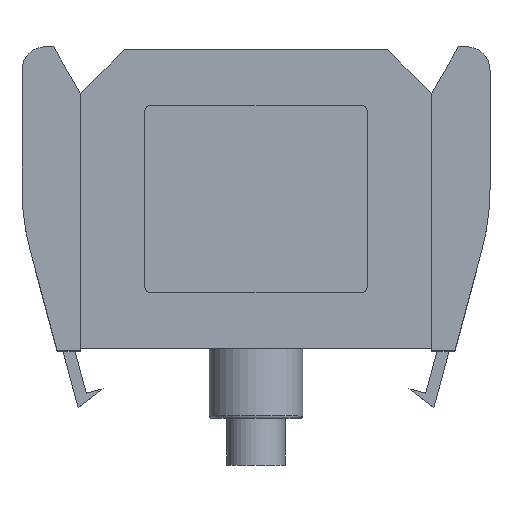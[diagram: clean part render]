
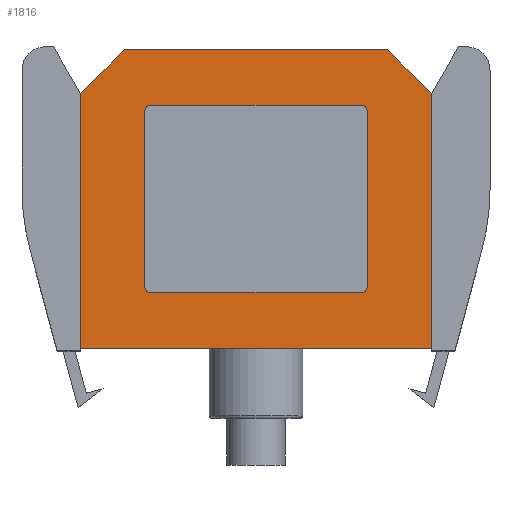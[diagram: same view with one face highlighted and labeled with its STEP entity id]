
A CAD part, top view. The second image highlights one B-rep face of the part: STEP entity #1816.
In plain terms, the highlighted planar face has unit normal (0, 0, 1).
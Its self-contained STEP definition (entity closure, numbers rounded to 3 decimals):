
#53=CIRCLE('',#1912,0.5);
#54=CIRCLE('',#1913,0.5);
#55=CIRCLE('',#1914,0.5);
#56=CIRCLE('',#1915,0.5);
#136=ORIENTED_EDGE('',*,*,#476,.F.);
#137=ORIENTED_EDGE('',*,*,#477,.F.);
#138=ORIENTED_EDGE('',*,*,#478,.F.);
#139=ORIENTED_EDGE('',*,*,#479,.F.);
#140=ORIENTED_EDGE('',*,*,#480,.F.);
#141=ORIENTED_EDGE('',*,*,#481,.F.);
#142=ORIENTED_EDGE('',*,*,#482,.F.);
#143=ORIENTED_EDGE('',*,*,#483,.F.);
#144=ORIENTED_EDGE('',*,*,#484,.F.);
#145=ORIENTED_EDGE('',*,*,#485,.T.);
#146=ORIENTED_EDGE('',*,*,#474,.T.);
#147=ORIENTED_EDGE('',*,*,#486,.T.);
#148=ORIENTED_EDGE('',*,*,#487,.F.);
#149=ORIENTED_EDGE('',*,*,#470,.T.);
#470=EDGE_CURVE('',#641,#640,#754,.T.);
#474=EDGE_CURVE('',#644,#643,#757,.T.);
#476=EDGE_CURVE('',#645,#646,#53,.T.);
#477=EDGE_CURVE('',#647,#645,#759,.T.);
#478=EDGE_CURVE('',#648,#647,#54,.T.);
#479=EDGE_CURVE('',#649,#648,#760,.T.);
#480=EDGE_CURVE('',#650,#649,#55,.T.);
#481=EDGE_CURVE('',#651,#650,#761,.T.);
#482=EDGE_CURVE('',#652,#651,#56,.T.);
#483=EDGE_CURVE('',#646,#652,#762,.T.);
#484=EDGE_CURVE('',#653,#640,#763,.T.);
#485=EDGE_CURVE('',#653,#644,#764,.T.);
#486=EDGE_CURVE('',#643,#654,#765,.T.);
#487=EDGE_CURVE('',#641,#654,#766,.T.);
#640=VERTEX_POINT('',#2485);
#641=VERTEX_POINT('',#2487);
#643=VERTEX_POINT('',#2493);
#644=VERTEX_POINT('',#2495);
#645=VERTEX_POINT('',#2499);
#646=VERTEX_POINT('',#2500);
#647=VERTEX_POINT('',#2502);
#648=VERTEX_POINT('',#2504);
#649=VERTEX_POINT('',#2506);
#650=VERTEX_POINT('',#2508);
#651=VERTEX_POINT('',#2510);
#652=VERTEX_POINT('',#2512);
#653=VERTEX_POINT('',#2515);
#654=VERTEX_POINT('',#2518);
#754=LINE('',#2486,#876);
#757=LINE('',#2494,#879);
#759=LINE('',#2501,#881);
#760=LINE('',#2505,#882);
#761=LINE('',#2509,#883);
#762=LINE('',#2513,#884);
#763=LINE('',#2514,#885);
#764=LINE('',#2516,#886);
#765=LINE('',#2517,#887);
#766=LINE('',#2519,#888);
#876=VECTOR('',#2081,1000.);
#879=VECTOR('',#2088,1000.);
#881=VECTOR('',#2094,1000.);
#882=VECTOR('',#2097,1000.);
#883=VECTOR('',#2100,1000.);
#884=VECTOR('',#2103,1000.);
#885=VECTOR('',#2104,1000.);
#886=VECTOR('',#2105,1000.);
#887=VECTOR('',#2106,1000.);
#888=VECTOR('',#2107,1000.);
#984=EDGE_LOOP('',(#136,#137,#138,#139,#140,#141,#142,#143));
#985=EDGE_LOOP('',(#144,#145,#146,#147,#148,#149));
#1094=FACE_BOUND('',#984,.T.);
#1095=FACE_BOUND('',#985,.T.);
#1197=PLANE('',#1911);
#1816=ADVANCED_FACE('',(#1094,#1095),#1197,.T.);
#1911=AXIS2_PLACEMENT_3D('',#2497,#2090,#2091);
#1912=AXIS2_PLACEMENT_3D('',#2498,#2092,#2093);
#1913=AXIS2_PLACEMENT_3D('',#2503,#2095,#2096);
#1914=AXIS2_PLACEMENT_3D('',#2507,#2098,#2099);
#1915=AXIS2_PLACEMENT_3D('',#2511,#2101,#2102);
#2081=DIRECTION('',(-1.,0.,0.));
#2088=DIRECTION('',(1.,0.,0.));
#2090=DIRECTION('',(0.,0.,1.));
#2091=DIRECTION('',(1.,0.,0.));
#2092=DIRECTION('',(0.,0.,1.));
#2093=DIRECTION('',(1.,0.,0.));
#2094=DIRECTION('',(-1.,0.,0.));
#2095=DIRECTION('',(0.,0.,1.));
#2096=DIRECTION('',(1.,0.,0.));
#2097=DIRECTION('',(0.,1.,0.));
#2098=DIRECTION('',(0.,0.,1.));
#2099=DIRECTION('',(1.,0.,0.));
#2100=DIRECTION('',(1.,0.,0.));
#2101=DIRECTION('',(0.,0.,1.));
#2102=DIRECTION('',(1.,0.,0.));
#2103=DIRECTION('',(0.,-1.,0.));
#2104=DIRECTION('',(0.707,0.707,0.));
#2105=DIRECTION('',(0.,-1.,0.));
#2106=DIRECTION('',(0.,1.,0.));
#2107=DIRECTION('',(0.707,-0.707,0.));
#2485=CARTESIAN_POINT('',(-11.25,12.75,4.5));
#2486=CARTESIAN_POINT('',(20.,12.75,4.5));
#2487=CARTESIAN_POINT('',(11.25,12.75,4.5));
#2493=CARTESIAN_POINT('',(15.,-12.75,4.5));
#2494=CARTESIAN_POINT('',(-16.416,-12.75,4.5));
#2495=CARTESIAN_POINT('',(-15.,-12.75,4.5));
#2497=CARTESIAN_POINT('',(0.,0.,4.5));
#2498=CARTESIAN_POINT('',(-9.,7.5,4.5));
#2499=CARTESIAN_POINT('',(-9.,8.,4.5));
#2500=CARTESIAN_POINT('',(-9.5,7.5,4.5));
#2501=CARTESIAN_POINT('',(0.,8.,4.5));
#2502=CARTESIAN_POINT('',(9.,8.,4.5));
#2503=CARTESIAN_POINT('',(9.,7.5,4.5));
#2504=CARTESIAN_POINT('',(9.5,7.5,4.5));
#2505=CARTESIAN_POINT('',(9.5,0.,4.5));
#2506=CARTESIAN_POINT('',(9.5,-7.5,4.5));
#2507=CARTESIAN_POINT('',(9.,-7.5,4.5));
#2508=CARTESIAN_POINT('',(9.,-8.,4.5));
#2509=CARTESIAN_POINT('',(0.,-8.,4.5));
#2510=CARTESIAN_POINT('',(-9.,-8.,4.5));
#2511=CARTESIAN_POINT('',(-9.,-7.5,4.5));
#2512=CARTESIAN_POINT('',(-9.5,-7.5,4.5));
#2513=CARTESIAN_POINT('',(-9.5,0.,4.5));
#2514=CARTESIAN_POINT('',(-12.,12.,4.5));
#2515=CARTESIAN_POINT('',(-15.,9.,4.5));
#2516=CARTESIAN_POINT('',(-15.,0.,4.5));
#2517=CARTESIAN_POINT('',(15.,0.,4.5));
#2518=CARTESIAN_POINT('',(15.,9.,4.5));
#2519=CARTESIAN_POINT('',(12.,12.,4.5));
